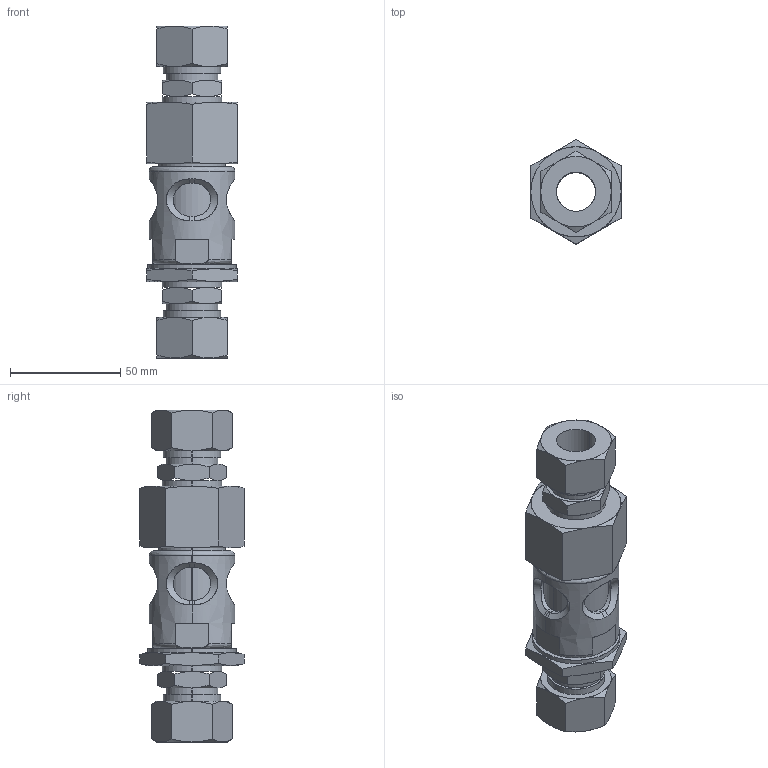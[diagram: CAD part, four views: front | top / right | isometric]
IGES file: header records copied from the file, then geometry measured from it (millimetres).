
Start section: SolidWorks IGES file using analytic representation for surfaces
Global section: file name: ADD-SG_250143.IGS; native system: SolidWorks 2014; preprocessor: SolidWorks 2014; author: LarsenR; date: 150716.110108; units: millimetre
Bounding box: 41 x 47.34 x 150.9 mm (x, y, z)
Surface area: 28720.4 mm2 (no closed solid volume)
Topology: 0 solids, 0 shells, 249 faces, 3164 edges, 3164 vertices
Faces by surface type: bspline 151, revolution 98
